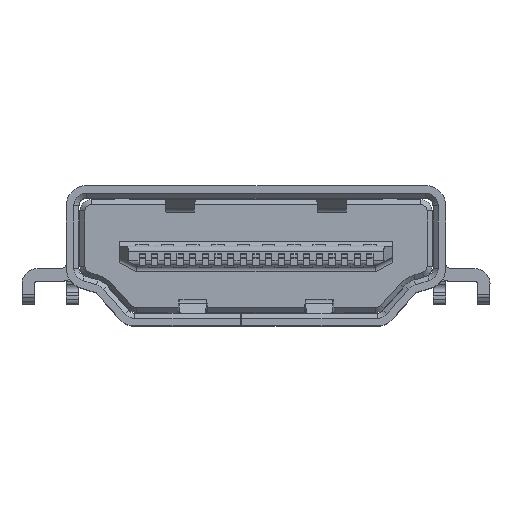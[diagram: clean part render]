
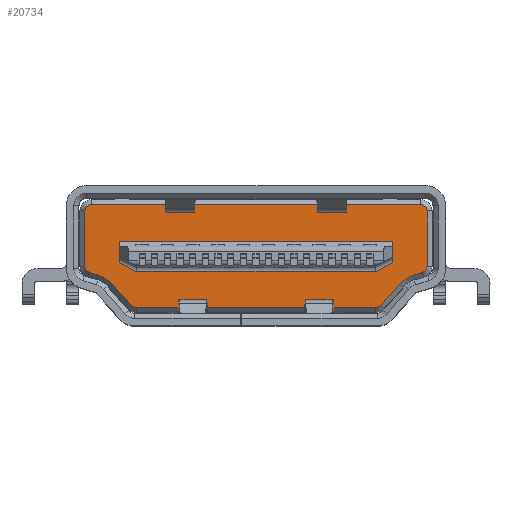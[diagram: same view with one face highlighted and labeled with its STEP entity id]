
A CAD part, top view. The second image highlights one B-rep face of the part: STEP entity #20734.
In plain terms, the highlighted planar face has unit normal (0, 0, 1).
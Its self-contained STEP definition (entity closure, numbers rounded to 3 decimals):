
#401=DIRECTION('',(-1.,0.,0.));
#402=VECTOR('',#401,9.457);
#403=CARTESIAN_POINT('',(11.688,0.24,-4.8));
#404=LINE('',#403,#402);
#926=CARTESIAN_POINT('',(2.232,0.49,-4.8));
#927=DIRECTION('',(0.,0.,1.));
#928=DIRECTION('',(-0.74,-0.673,0.));
#929=AXIS2_PLACEMENT_3D('',#926,#927,#928);
#931=DIRECTION('',(0.673,-0.74,0.));
#932=VECTOR('',#931,1.145);
#933=CARTESIAN_POINT('',(1.277,1.169,-4.8));
#934=LINE('',#933,#932);
#935=CARTESIAN_POINT('',(0.351,0.329,-4.8));
#936=DIRECTION('',(0.,0.,-1.));
#937=DIRECTION('',(0.3,0.954,0.));
#938=AXIS2_PLACEMENT_3D('',#935,#936,#937);
#940=DIRECTION('',(0.954,-0.3,0.));
#941=VECTOR('',#940,0.369);
#942=CARTESIAN_POINT('',(0.375,1.632,-4.8));
#943=LINE('',#942,#941);
#944=CARTESIAN_POINT('',(0.45,1.87,-4.8));
#945=DIRECTION('',(0.,0.,1.));
#946=DIRECTION('',(-1.,0.,0.));
#947=AXIS2_PLACEMENT_3D('',#944,#945,#946);
#949=CARTESIAN_POINT('',(0.45,4.06,-4.8));
#950=DIRECTION('',(0.,0.,1.));
#951=DIRECTION('',(0.,1.,0.));
#952=AXIS2_PLACEMENT_3D('',#949,#950,#951);
#954=CARTESIAN_POINT('',(13.47,4.06,-4.8));
#955=DIRECTION('',(0.,0.,1.));
#956=DIRECTION('',(1.,0.,0.));
#957=AXIS2_PLACEMENT_3D('',#954,#955,#956);
#959=CARTESIAN_POINT('',(13.47,1.87,-4.8));
#960=DIRECTION('',(0.,0.,1.));
#961=DIRECTION('',(0.3,-0.954,0.));
#962=AXIS2_PLACEMENT_3D('',#959,#960,#961);
#964=DIRECTION('',(0.954,0.3,0.));
#965=VECTOR('',#964,0.369);
#966=CARTESIAN_POINT('',(13.193,1.521,-4.8));
#967=LINE('',#966,#965);
#968=CARTESIAN_POINT('',(13.569,0.329,-4.8));
#969=DIRECTION('',(0.,0.,-1.));
#970=DIRECTION('',(-0.74,0.673,0.));
#971=AXIS2_PLACEMENT_3D('',#968,#969,#970);
#973=DIRECTION('',(0.673,0.74,0.));
#974=VECTOR('',#973,1.145);
#975=CARTESIAN_POINT('',(11.873,0.322,-4.8));
#976=LINE('',#975,#974);
#977=CARTESIAN_POINT('',(11.688,0.49,-4.8));
#978=DIRECTION('',(0.,0.,1.));
#979=DIRECTION('',(0.,-1.,0.));
#980=AXIS2_PLACEMENT_3D('',#977,#978,#979);
#982=DIRECTION('',(-0.9,-0.437,0.));
#983=VECTOR('',#982,0.727);
#984=CARTESIAN_POINT('',(12.36,2.003,-4.8));
#985=LINE('',#984,#983);
#986=DIRECTION('',(-0.9,0.437,0.));
#987=VECTOR('',#986,0.727);
#988=CARTESIAN_POINT('',(2.214,1.685,-4.8));
#989=LINE('',#988,#987);
#3043=DIRECTION('',(1.,0.,0.));
#3044=VECTOR('',#3043,13.02);
#3045=CARTESIAN_POINT('',(0.45,4.31,
-4.8));
#3046=LINE('',#3045,#3044);
#3123=DIRECTION('',(0.,-1.,0.));
#3124=VECTOR('',#3123,2.19);
#3125=CARTESIAN_POINT('',(13.72,4.06,-4.8));
#3126=LINE('',#3125,#3124);
#7478=DIRECTION('',(0.,1.,0.));
#7479=VECTOR('',#7478,2.19);
#7480=CARTESIAN_POINT('',(0.2,1.87,
-4.8));
#7481=LINE('',#7480,#7479);
#9898=DIRECTION('',(1.,0.,0.));
#9899=VECTOR('',#9898,9.492);
#9900=CARTESIAN_POINT('',(2.214,1.685,-4.8));
#9901=LINE('',#9900,#9899);
#10136=DIRECTION('',(-1.,0.,0.));
#10137=VECTOR('',#10136,10.8);
#10138=CARTESIAN_POINT('',(12.36,2.865,-4.8));
#10139=LINE('',#10138,#10137);
#14636=DIRECTION('',(0.,-1.,0.));
#14637=VECTOR('',#14636,0.862);
#14638=CARTESIAN_POINT('',(1.56,2.865,-4.8));
#14639=LINE('',#14638,#14637);
#14690=DIRECTION('',(0.,1.,0.));
#14691=VECTOR('',#14690,0.862);
#14692=CARTESIAN_POINT('',(12.36,2.003,
-4.8));
#14693=LINE('',#14692,#14691);
#16654=CARTESIAN_POINT('',(11.688,0.24,
-4.8));
#16655=CARTESIAN_POINT('',(2.232,0.24,
-4.8));
#16656=VERTEX_POINT('',#16654);
#16657=VERTEX_POINT('',#16655);
#16658=CARTESIAN_POINT('',(2.047,0.322,-4.8));
#16659=VERTEX_POINT('',#16658);
#16660=CARTESIAN_POINT('',(1.277,1.169,
-4.8));
#16661=VERTEX_POINT('',#16660);
#16662=CARTESIAN_POINT('',(0.727,1.521,-4.8));
#16663=VERTEX_POINT('',#16662);
#16664=CARTESIAN_POINT('',(0.375,1.632,
-4.8));
#16665=VERTEX_POINT('',#16664);
#16666=CARTESIAN_POINT('',(0.2,1.87,-4.8));
#16667=VERTEX_POINT('',#16666);
#16668=CARTESIAN_POINT('',(0.2,4.06,
-4.8));
#16669=VERTEX_POINT('',#16668);
#16670=CARTESIAN_POINT('',(0.45,4.31,-4.8));
#16671=VERTEX_POINT('',#16670);
#16672=CARTESIAN_POINT('',(13.47,4.31,
-4.8));
#16673=VERTEX_POINT('',#16672);
#16674=CARTESIAN_POINT('',(13.72,4.06,-4.8));
#16675=VERTEX_POINT('',#16674);
#16676=CARTESIAN_POINT('',(13.72,1.87,
-4.8));
#16677=VERTEX_POINT('',#16676);
#16678=CARTESIAN_POINT('',(13.545,1.632,-4.8));
#16679=VERTEX_POINT('',#16678);
#16680=CARTESIAN_POINT('',(13.193,1.521,
-4.8));
#16681=VERTEX_POINT('',#16680);
#16682=CARTESIAN_POINT('',(12.643,1.169,-4.8));
#16683=VERTEX_POINT('',#16682);
#16684=CARTESIAN_POINT('',(11.873,0.322,
-4.8));
#16685=VERTEX_POINT('',#16684);
#16686=CARTESIAN_POINT('',(12.36,2.003,
-4.8));
#16687=CARTESIAN_POINT('',(11.706,1.685,
-4.8));
#16688=VERTEX_POINT('',#16686);
#16689=VERTEX_POINT('',#16687);
#16690=CARTESIAN_POINT('',(12.36,2.865,-4.8));
#16691=VERTEX_POINT('',#16690);
#16692=CARTESIAN_POINT('',(1.56,2.865,-4.8));
#16693=VERTEX_POINT('',#16692);
#16694=CARTESIAN_POINT('',(1.56,2.003,
-4.8));
#16695=VERTEX_POINT('',#16694);
#16696=CARTESIAN_POINT('',(2.214,1.685,
-4.8));
#16697=VERTEX_POINT('',#16696);
#20684=CARTESIAN_POINT('',(6.96,2.275,-4.8));
#20685=DIRECTION('',(0.,0.,1.));
#20686=DIRECTION('',(1.,0.,0.));
#20687=AXIS2_PLACEMENT_3D('',#20684,#20685,#20686);
#20688=PLANE('',#20687);
#20689=ORIENTED_EDGE('',*,*,#20181,.T.);
#20691=ORIENTED_EDGE('',*,*,#20690,.F.);
#20693=ORIENTED_EDGE('',*,*,#20692,.F.);
#20695=ORIENTED_EDGE('',*,*,#20694,.F.);
#20697=ORIENTED_EDGE('',*,*,#20696,.F.);
#20699=ORIENTED_EDGE('',*,*,#20698,.F.);
#20701=ORIENTED_EDGE('',*,*,#20700,.T.);
#20703=ORIENTED_EDGE('',*,*,#20702,.F.);
#20705=ORIENTED_EDGE('',*,*,#20704,.T.);
#20707=ORIENTED_EDGE('',*,*,#20706,.F.);
#20709=ORIENTED_EDGE('',*,*,#20708,.T.);
#20711=ORIENTED_EDGE('',*,*,#20710,.F.);
#20712=ORIENTED_EDGE('',*,*,#20677,.F.);
#20713=ORIENTED_EDGE('',*,*,#20642,.F.);
#20715=ORIENTED_EDGE('',*,*,#20714,.F.);
#20717=ORIENTED_EDGE('',*,*,#20716,.F.);
#20718=EDGE_LOOP('',(#20689,#20691,#20693,#20695,#20697,#20699,#20701,#20703,
#20705,#20707,#20709,#20711,#20712,#20713,#20715,#20717));
#20719=FACE_OUTER_BOUND('',#20718,.F.);
#20721=ORIENTED_EDGE('',*,*,#20720,.F.);
#20723=ORIENTED_EDGE('',*,*,#20722,.T.);
#20725=ORIENTED_EDGE('',*,*,#20724,.T.);
#20727=ORIENTED_EDGE('',*,*,#20726,.T.);
#20729=ORIENTED_EDGE('',*,*,#20728,.F.);
#20731=ORIENTED_EDGE('',*,*,#20730,.T.);
#20732=EDGE_LOOP('',(#20721,#20723,#20725,#20727,#20729,#20731));
#20733=FACE_BOUND('',#20732,.F.);
#20734=ADVANCED_FACE('',(#20719,#20733),#20688,.T.);
#930=CIRCLE('',#929,0.25);
#939=CIRCLE('',#938,1.25);
#948=CIRCLE('',#947,0.25);
#953=CIRCLE('',#952,0.25);
#958=CIRCLE('',#957,0.25);
#963=CIRCLE('',#962,0.25);
#972=CIRCLE('',#971,1.25);
#981=CIRCLE('',#980,0.25);
#20181=EDGE_CURVE('',#16656,#16657,#404,.T.);
#20642=EDGE_CURVE('',#16683,#16681,#972,.T.);
#20677=EDGE_CURVE('',#16681,#16679,#967,.T.);
#20690=EDGE_CURVE('',#16659,#16657,#930,.T.);
#20692=EDGE_CURVE('',#16661,#16659,#934,.T.);
#20694=EDGE_CURVE('',#16663,#16661,#939,.T.);
#20696=EDGE_CURVE('',#16665,#16663,#943,.T.);
#20698=EDGE_CURVE('',#16667,#16665,#948,.T.);
#20700=EDGE_CURVE('',#16667,#16669,#7481,.T.);
#20702=EDGE_CURVE('',#16671,#16669,#953,.T.);
#20704=EDGE_CURVE('',#16671,#16673,#3046,.T.);
#20706=EDGE_CURVE('',#16675,#16673,#958,.T.);
#20708=EDGE_CURVE('',#16675,#16677,#3126,.T.);
#20710=EDGE_CURVE('',#16679,#16677,#963,.T.);
#20714=EDGE_CURVE('',#16685,#16683,#976,.T.);
#20716=EDGE_CURVE('',#16656,#16685,#981,.T.);
#20720=EDGE_CURVE('',#16688,#16689,#985,.T.);
#20722=EDGE_CURVE('',#16688,#16691,#14693,.T.);
#20724=EDGE_CURVE('',#16691,#16693,#10139,.T.);
#20726=EDGE_CURVE('',#16693,#16695,#14639,.T.);
#20728=EDGE_CURVE('',#16697,#16695,#989,.T.);
#20730=EDGE_CURVE('',#16697,#16689,#9901,.T.);
